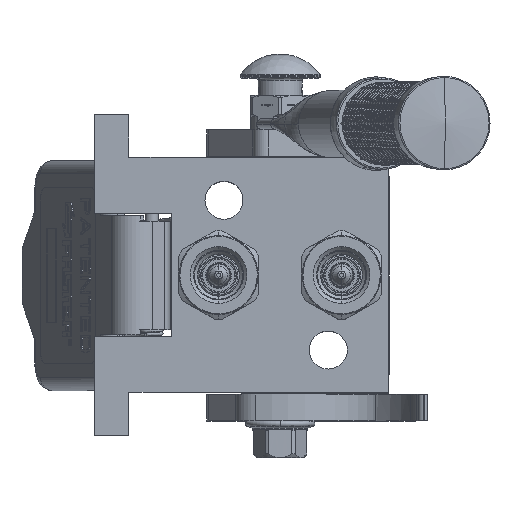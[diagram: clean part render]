
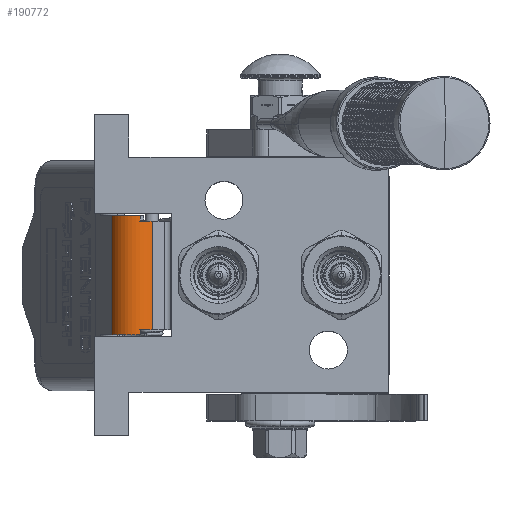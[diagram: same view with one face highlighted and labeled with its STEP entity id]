
A CAD part, top view. The second image highlights one B-rep face of the part: STEP entity #190772.
In plain terms, the highlighted cylindrical face has radius 9.5 mm (diameter 19 mm), a partial arc.
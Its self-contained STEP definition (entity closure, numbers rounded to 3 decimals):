
#1455 = DIRECTION ( 'NONE',  ( 0., 0.158, -0.987 ) ) ;
#1675 = EDGE_CURVE ( 'NONE', #164991, #156267, #3356, .T. ) ;
#2451 = DIRECTION ( 'NONE',  ( 1., 0., 0. ) ) ;
#3356 = CIRCLE ( 'NONE', #180204, 9.5 ) ;
#4368 = DIRECTION ( 'NONE',  ( 1., 0., 0. ) ) ;
#5766 = EDGE_CURVE ( 'NONE', #125214, #97453, #111753, .T. ) ;
#7750 = CARTESIAN_POINT ( 'NONE',  ( -20.25, 0., -56.881 ) ) ;
#10044 = EDGE_LOOP ( 'NONE', ( #14634, #28916, #148471, #162817, #158517, #53086, #178685, #39638 ) ) ;
#14634 = ORIENTED_EDGE ( 'NONE', *, *, #170492, .F. ) ;
#14728 = DIRECTION ( 'NONE',  ( 0., -1., 0. ) ) ;
#25796 = CARTESIAN_POINT ( 'NONE',  ( 20.25, 0., -56.881 ) ) ;
#26241 = CIRCLE ( 'NONE', #50896, 9.5 ) ;
#28326 = CARTESIAN_POINT ( 'NONE',  ( -22.25, -1.5, -47.5 ) ) ;
#28579 = DIRECTION ( 'NONE',  ( 1., 0., 0. ) ) ;
#28916 = ORIENTED_EDGE ( 'NONE', *, *, #1675, .T. ) ;
#34416 = CARTESIAN_POINT ( 'NONE',  ( -20.25, -1.5, -47.5 ) ) ;
#39638 = ORIENTED_EDGE ( 'NONE', *, *, #5766, .F. ) ;
#45707 = CARTESIAN_POINT ( 'NONE',  ( 20.25, -5.154, -56.269 ) ) ;
#50896 = AXIS2_PLACEMENT_3D ( 'NONE', #57982, #28579, #132772 ) ;
#51129 = EDGE_CURVE ( 'NONE', #149669, #156267, #187681, .T. ) ;
#53086 = ORIENTED_EDGE ( 'NONE', *, *, #90679, .F. ) ;
#55214 = DIRECTION ( 'NONE',  ( 1., 0., 0. ) ) ;
#57982 = CARTESIAN_POINT ( 'NONE',  ( 22.25, -1.5, -47.5 ) ) ;
#58890 = CARTESIAN_POINT ( 'NONE',  ( -22.25, 8., -47.5 ) ) ;
#60024 = AXIS2_PLACEMENT_3D ( 'NONE', #28326, #104547, #14728 ) ;
#61193 = LINE ( 'NONE', #25796, #172789 ) ;
#61632 = DIRECTION ( 'NONE',  ( 1., 0., 0. ) ) ;
#67125 = AXIS2_PLACEMENT_3D ( 'NONE', #184541, #4368, #78567 ) ;
#76187 = LINE ( 'NONE', #152113, #97127 ) ;
#78567 = DIRECTION ( 'NONE',  ( 0., -0.385, -0.923 ) ) ;
#83883 = AXIS2_PLACEMENT_3D ( 'NONE', #149160, #106278, #1455 ) ;
#85937 = VERTEX_POINT ( 'NONE', #191941 ) ;
#87969 = CARTESIAN_POINT ( 'NONE',  ( 22.25, 8., -47.5 ) ) ;
#88304 = CIRCLE ( 'NONE', #83883, 9.5 ) ;
#90679 = EDGE_CURVE ( 'NONE', #108620, #188045, #26241, .T. ) ;
#90988 = EDGE_CURVE ( 'NONE', #97453, #108620, #61193, .T. ) ;
#97025 = VECTOR ( 'NONE', #61632, 1000. ) ;
#97127 = VECTOR ( 'NONE', #2451, 1000. ) ;
#97453 = VERTEX_POINT ( 'NONE', #153255 ) ;
#104547 = DIRECTION ( 'NONE',  ( -1., 0., 0. ) ) ;
#106278 = DIRECTION ( 'NONE',  ( 1., 0., 0. ) ) ;
#108620 = VERTEX_POINT ( 'NONE', #170545 ) ;
#111753 = CIRCLE ( 'NONE', #67125, 9.5 ) ;
#117756 = FACE_OUTER_BOUND ( 'NONE', #10044, .T. ) ;
#121418 = LINE ( 'NONE', #58890, #184064 ) ;
#124976 = DIRECTION ( 'NONE',  ( 1., 0., 0. ) ) ;
#125214 = VERTEX_POINT ( 'NONE', #45707 ) ;
#127672 = EDGE_CURVE ( 'NONE', #85937, #188045, #121418, .T. ) ;
#128933 = EDGE_CURVE ( 'NONE', #149669, #85937, #88304, .T. ) ;
#132772 = DIRECTION ( 'NONE',  ( 0., 0.158, -0.987 ) ) ;
#135059 = CARTESIAN_POINT ( 'NONE',  ( -22.25, 0., -56.881 ) ) ;
#148471 = ORIENTED_EDGE ( 'NONE', *, *, #51129, .F. ) ;
#149160 = CARTESIAN_POINT ( 'NONE',  ( -22.25, -1.5, -47.5 ) ) ;
#149669 = VERTEX_POINT ( 'NONE', #135059 ) ;
#149871 = DIRECTION ( 'NONE',  ( 1., 0., 0. ) ) ;
#152113 = CARTESIAN_POINT ( 'NONE',  ( -20.25, -5.154, -56.269 ) ) ;
#152627 = CYLINDRICAL_SURFACE ( 'NONE', #60024, 9.5 ) ;
#153255 = CARTESIAN_POINT ( 'NONE',  ( 20.25, 0., -56.881 ) ) ;
#156267 = VERTEX_POINT ( 'NONE', #7750 ) ;
#158517 = ORIENTED_EDGE ( 'NONE', *, *, #127672, .T. ) ;
#158849 = CARTESIAN_POINT ( 'NONE',  ( -20.25, -5.154, -56.269 ) ) ;
#162817 = ORIENTED_EDGE ( 'NONE', *, *, #128933, .T. ) ;
#164991 = VERTEX_POINT ( 'NONE', #158849 ) ;
#166990 = CARTESIAN_POINT ( 'NONE',  ( -22.25, 0., -56.881 ) ) ;
#167881 = DIRECTION ( 'NONE',  ( 0., -0.385, -0.923 ) ) ;
#170492 = EDGE_CURVE ( 'NONE', #164991, #125214, #76187, .T. ) ;
#170545 = CARTESIAN_POINT ( 'NONE',  ( 22.25, 0., -56.881 ) ) ;
#172789 = VECTOR ( 'NONE', #55214, 1000. ) ;
#178685 = ORIENTED_EDGE ( 'NONE', *, *, #90988, .F. ) ;
#180204 = AXIS2_PLACEMENT_3D ( 'NONE', #34416, #124976, #167881 ) ;
#184064 = VECTOR ( 'NONE', #149871, 1000. ) ;
#184541 = CARTESIAN_POINT ( 'NONE',  ( 20.25, -1.5, -47.5 ) ) ;
#187681 = LINE ( 'NONE', #166990, #97025 ) ;
#188045 = VERTEX_POINT ( 'NONE', #87969 ) ;
#190772 = ADVANCED_FACE ( 'NONE', ( #117756 ), #152627, .T. ) ;
#191941 = CARTESIAN_POINT ( 'NONE',  ( -22.25, 8., -47.5 ) ) ;
